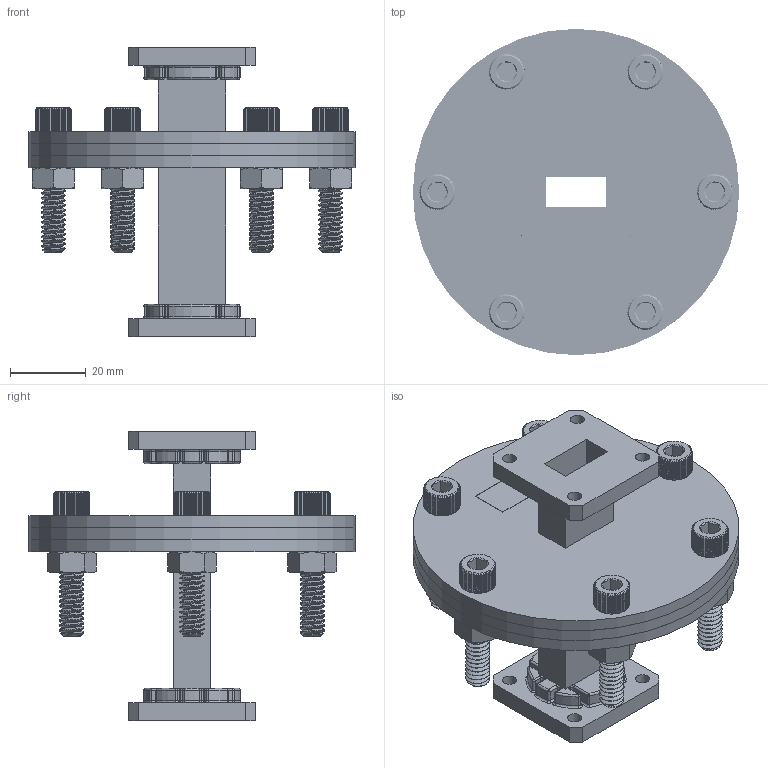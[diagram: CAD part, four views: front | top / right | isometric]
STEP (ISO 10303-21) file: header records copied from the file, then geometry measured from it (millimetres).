
FILE_DESCRIPTION (( 'STEP AP203' ), '1' );
FILE_NAME ('PEWAD5012_3D.step', '2021-08-20T16:35:13', ( '' ), ( '' ), 'SwSTEP 2.0', 'SolidWorks 2021', '' );
FILE_SCHEMA (( 'CONFIG_CONTROL_DESIGN' ));
Length unit declared in the file: inch
Products named in the file (1): PEWAD5012_3D
Bounding box: 85.9 x 85.9 x 76.2 mm (x, y, z)
Volume: 62029.2 mm3; surface area: 53129.4 mm2
Topology: 15 solids, 15 shells, 1834 faces, 4217 edges, 2374 vertices
Faces by surface type: plane 935, cone 492, cylinder 217, torus 96, sphere 64, bspline 30
Full cylindrical faces by diameter (mm): 3.683 x8, 6.35 x18, 54 x2, 85.852 x2, 85.903 x1
Entity records: 72549 total; most frequent: CARTESIAN_POINT 34949, ORIENTED_EDGE 8196, DIRECTION 7066, EDGE_CURVE 4098, AXIS2_PLACEMENT_3D 2907, VERTEX_POINT 2354, EDGE_LOOP 1964, FACE_OUTER_BOUND 1865
